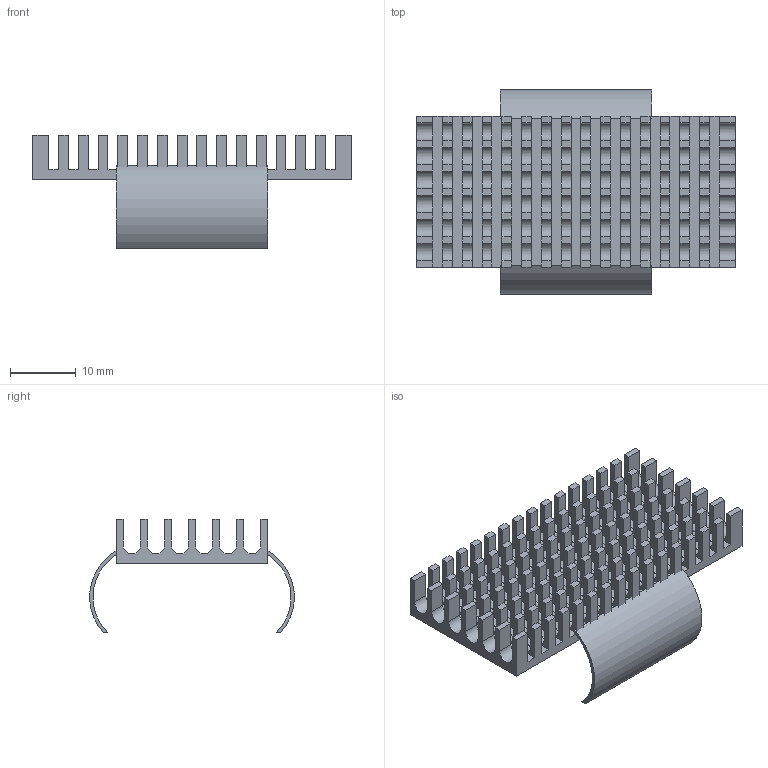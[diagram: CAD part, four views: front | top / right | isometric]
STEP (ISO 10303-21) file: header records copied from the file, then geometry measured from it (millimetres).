
FILE_DESCRIPTION((''),'2;1');
FILE_NAME('HSINK_TRACO_TEN-HS4.stp','2011-06-09T15:07:01',(''),(''),'Mechanical Desktop 2011','Mechanical Desktop 2011',', , ');
FILE_SCHEMA(('AUTOMOTIVE_DESIGN { 1 2 10303 214 1 1 1 1 }'));
Length unit declared in the file: millimetre
Products named in the file (1): Product
Bounding box: 48.3 x 31 x 17.2 mm (x, y, z)
Volume: 3054.3 mm3; surface area: 6875.1 mm2
Topology: 3 solids, 3 shells, 642 faces, 1728 edges, 1092 vertices
Faces by surface type: plane 313, bspline 231, cylinder 98
Entity records: 19888 total; most frequent: CARTESIAN_POINT 4184, ORIENTED_EDGE 3456, DIRECTION 2932, EDGE_CURVE 1728, VECTOR 1348, LINE 1348, VERTEX_POINT 1092, AXIS2_PLACEMENT_3D 792
